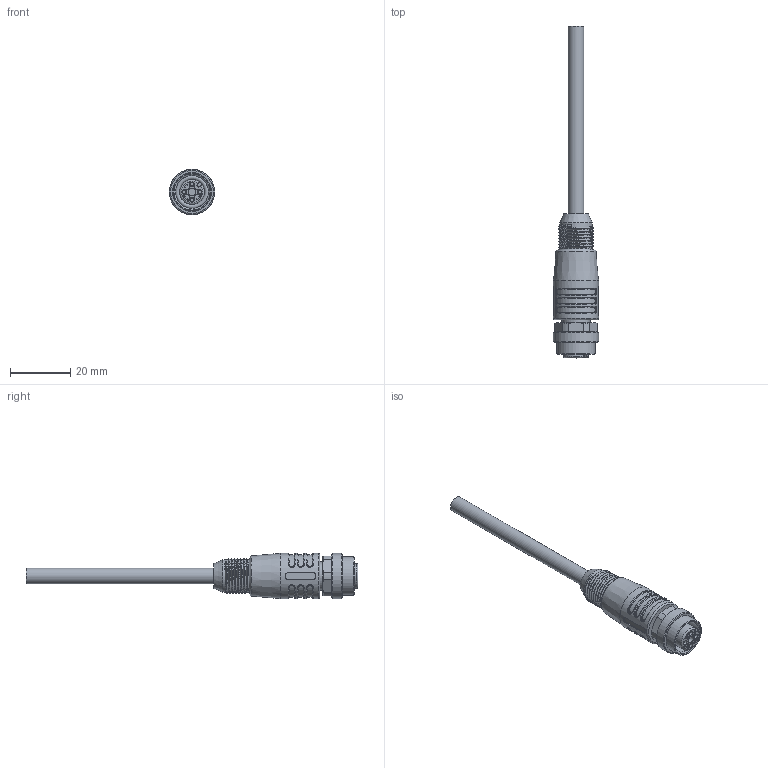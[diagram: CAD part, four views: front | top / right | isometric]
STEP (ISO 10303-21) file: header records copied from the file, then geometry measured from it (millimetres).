
FILE_DESCRIPTION(/* description */ (''),/* implementation_level */ '2;1');
FILE_NAME(/* name */ 'RA-WAKGS4-L_stp.stp',/* time_stamp */ '2017-03-03T13:58:00+01:00',/* author */ (''),/* organization */ (''),/* preprocessor_version */ 'ST-DEVELOPER v16',/* originating_system */ 'SIEMENS PLM Software NX 10.0',/* authorisation */ '');
FILE_SCHEMA (('AUTOMOTIVE_DESIGN { 1 0 10303 214 3 1 1 1 }'));
Length unit declared in the file: millimetre
Products named in the file (1): RA-WAKGS4-L_stp
Bounding box: 15 x 109.9 x 15 mm (x, y, z)
Surface area: 4213.9 mm2 (no closed solid volume)
Topology: 0 solids, 1 shells, 266 faces, 659 edges, 420 vertices
Faces by surface type: plane 91, cylinder 78, torus 29, bspline 26, extrusion 25, cone 17
Full cylindrical faces by diameter (mm): 1.15 x4, 5.2 x1, 9.3 x1, 10.77 x8, 10.95 x1, 12.3 x1, 12.8 x1, 15 x2
Entity records: 11014 total; most frequent: CARTESIAN_POINT 5331, ORIENTED_EDGE 1170, DIRECTION 1104, EDGE_CURVE 585, AXIS2_PLACEMENT_3D 423, VERTEX_POINT 385, EDGE_LOOP 314, VECTOR 258
